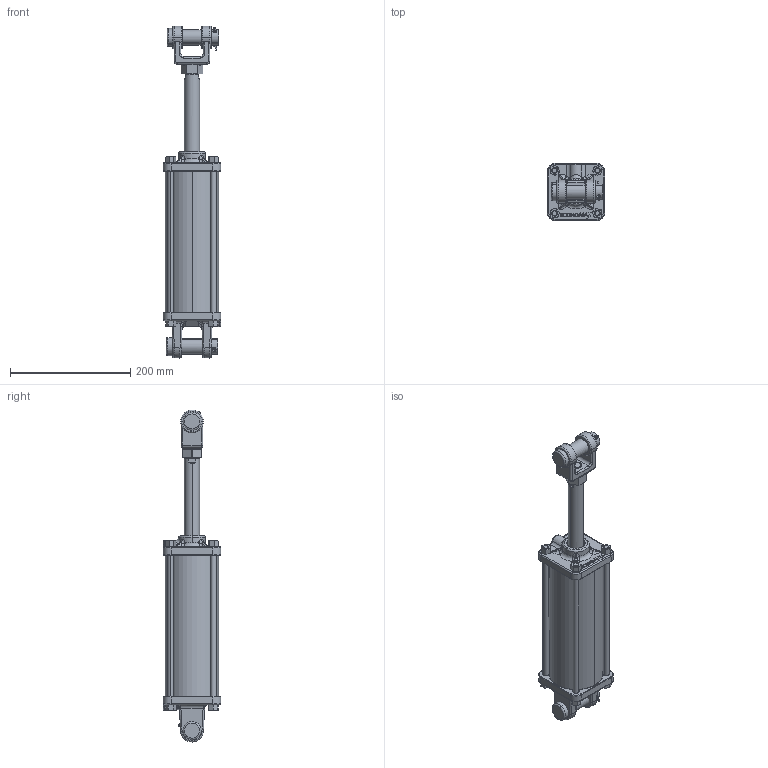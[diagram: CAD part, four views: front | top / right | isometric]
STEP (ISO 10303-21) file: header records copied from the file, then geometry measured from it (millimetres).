
FILE_DESCRIPTION (( 'STEP AP203' ), '1' );
FILE_NAME ('EA3S080D1N108NS.STEP', '2022-01-24T13:02:36', ( '' ), ( '' ), 'SwSTEP 2.0', 'SolidWorks 2021', '' );
FILE_SCHEMA (( 'CONFIG_CONTROL_DESIGN' ));
Length unit declared in the file: inch
Products named in the file (14): BDC-07-1; 38-24TR8B; E325H AS CAST RIBS MACHINED REV3; 18cotter pin X 1; E325C AS CAST MACHINED REV3; APT32-0.75-16; 5409-04V; 3.2T8S LOGOTM; CLPY-1000-3000; 038HEXNUT; EA3S080D1N108NS; 1R8S063-18M3 A2.125
Assembly tree (25 placements, depth 3):
  EA3S080D1N108NS
    E325H AS CAST RIBS MACHINED REV3
    E325C AS CAST MACHINED REV3
    1R8S063-18M3 A2.125
    3.2T8S LOGOTM
    CLPY-1000-3000
      CLPY-1000-3000
      18cotter pin X 1
    38-24TR8B  x4
    038HEXNUT  x8
    APT32-0.75-16
    BDC-07-1
      BDC-07-1
      CLPY-1000-3000
      18cotter pin X 1
    5409-04V
Bounding box: 95.25 x 95.25 x 552.37 mm (x, y, z)
Volume: 1101997.8 mm3; surface area: 339970 mm2
Topology: 23 solids, 23 shells, 1449 faces, 3363 edges, 2013 vertices
Faces by surface type: cone 500, plane 376, cylinder 218, bspline 192, torus 161, sphere 2
Entity records: 45419 total; most frequent: CARTESIAN_POINT 21889, ORIENTED_EDGE 4644, DIRECTION 4315, EDGE_CURVE 2322, AXIS2_PLACEMENT_3D 1659, VERTEX_POINT 1414, EDGE_LOOP 1098, VECTOR 997
